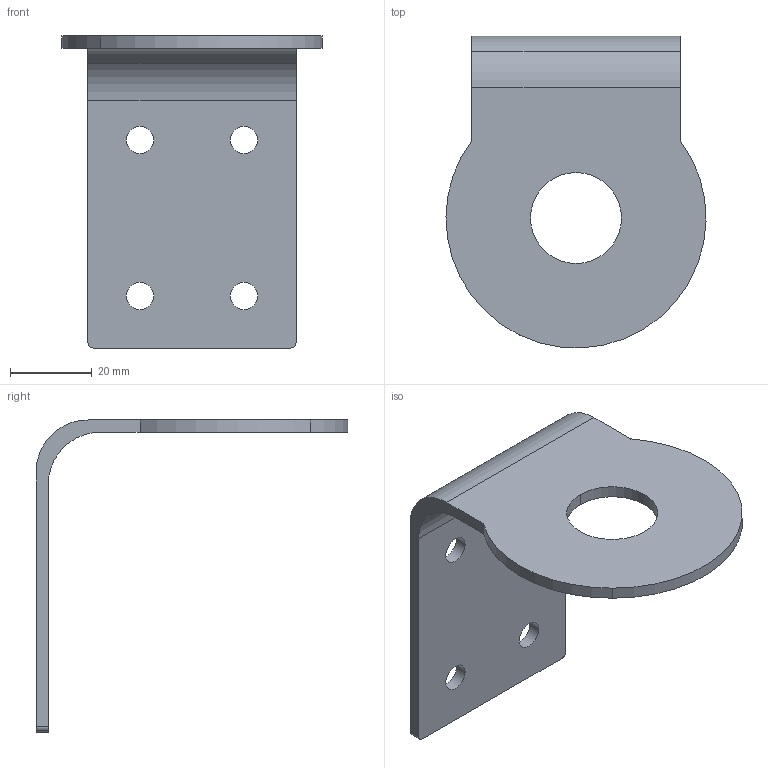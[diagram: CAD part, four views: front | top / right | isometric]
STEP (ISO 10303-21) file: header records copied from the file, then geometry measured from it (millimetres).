
FILE_DESCRIPTION( ( 'Argon' ), 'Build 122' );
FILE_NAME( '(PLx)_LB2-304SS.stp', ' ', ( 'Lee Clore' ), ( 'Onyx Industries' ), 'ACIS Interop', 'Ashlar, Incorporated', 'Argon BY ASHLAR, INCORPORATED' );
FILE_SCHEMA( ( 'automotive_design' ) );
Length unit declared in the file: inch
Products named in the file (1): 1
Bounding box: 63.49 x 76.16 x 76.2 mm (x, y, z)
Volume: 21591.4 mm3; surface area: 15463.3 mm2
Topology: 1 solids, 1 shells, 27 faces, 75 edges, 50 vertices
Faces by surface type: cylinder 20, plane 7
Entity records: 1774 total; most frequent: DIRECTION 171, STYLED_ITEM 153, PRESENTATION_STYLE_ASSIGNMENT 153, CARTESIAN_POINT 153, COLOUR_RGB 153, ORIENTED_EDGE 150, EDGE_CURVE 75, CURVE_STYLE 75
